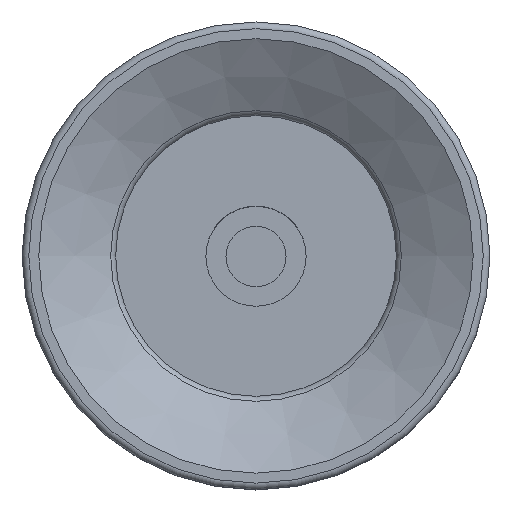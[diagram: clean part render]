
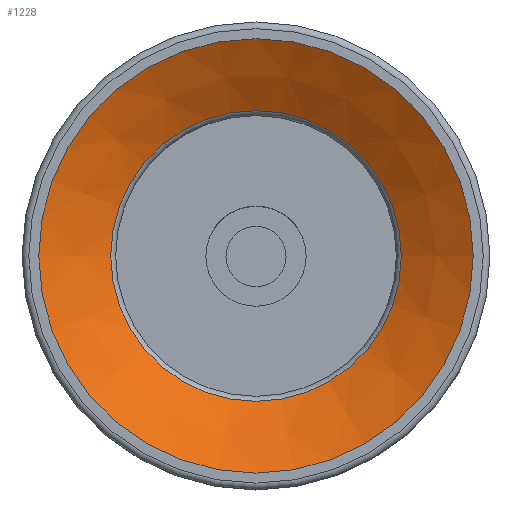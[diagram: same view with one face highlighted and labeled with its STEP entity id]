
A CAD part, top view. The second image highlights one B-rep face of the part: STEP entity #1228.
In plain terms, the highlighted conical face has half-angle 59.624 degrees and reference radius 4.348 mm.
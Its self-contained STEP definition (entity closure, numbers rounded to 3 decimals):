
#57=CONICAL_SURFACE('',#1456,4.348,1.041);
#204=FACE_OUTER_BOUND('',#296,.T.);
#296=EDGE_LOOP('',(#992,#993,#994,#995));
#401=LINE('',#2129,#466);
#466=VECTOR('',#1746,4.348);
#516=CIRCLE('',#1455,4.348);
#517=CIRCLE('',#1457,6.5);
#614=VERTEX_POINT('',#2124);
#615=VERTEX_POINT('',#2128);
#746=EDGE_CURVE('',#614,#614,#516,.T.);
#747=EDGE_CURVE('',#614,#615,#401,.T.);
#748=EDGE_CURVE('',#615,#615,#517,.T.);
#992=ORIENTED_EDGE('',*,*,#746,.F.);
#993=ORIENTED_EDGE('',*,*,#747,.T.);
#994=ORIENTED_EDGE('',*,*,#748,.T.);
#995=ORIENTED_EDGE('',*,*,#747,.F.);
#1228=ADVANCED_FACE('',(#204),#57,.F.);
#1455=AXIS2_PLACEMENT_3D('',#2126,#1742,#1743);
#1456=AXIS2_PLACEMENT_3D('',#2127,#1744,#1745);
#1457=AXIS2_PLACEMENT_3D('',#2130,#1747,#1748);
#1742=DIRECTION('center_axis',(0.,-1.,0.));
#1743=DIRECTION('ref_axis',(1.,0.,0.));
#1744=DIRECTION('center_axis',(0.,-1.,0.));
#1745=DIRECTION('ref_axis',(1.,0.,0.));
#1746=DIRECTION('',(-0.863,-0.506,0.));
#1747=DIRECTION('center_axis',(0.,-1.,0.));
#1748=DIRECTION('ref_axis',(1.,0.,0.));
#2124=CARTESIAN_POINT('',(-4.348,1.261,0.));
#2126=CARTESIAN_POINT('Origin',(0.,1.261,0.));
#2127=CARTESIAN_POINT('Origin',(0.,1.261,0.));
#2128=CARTESIAN_POINT('',(-6.5,0.,0.));
#2129=CARTESIAN_POINT('',(-4.348,1.261,0.));
#2130=CARTESIAN_POINT('Origin',(0.,0.,
0.));
